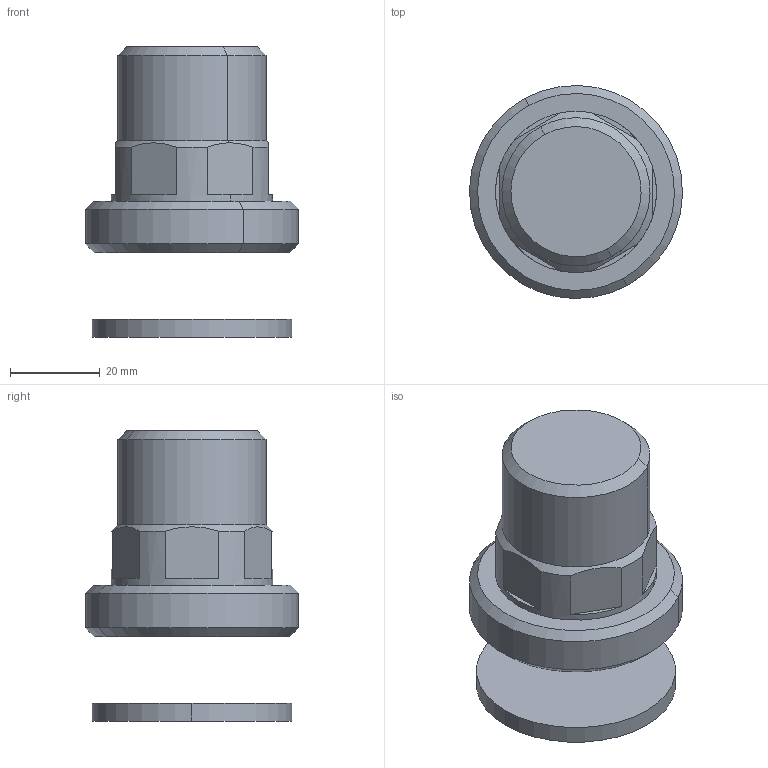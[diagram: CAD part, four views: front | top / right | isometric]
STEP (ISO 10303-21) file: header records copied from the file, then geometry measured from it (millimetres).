
FILE_DESCRIPTION(('CATIA V5 STEP Exchange','CAx-IF Rec.Pracs.--- Model Styling and Organization---1.4--- 2014-01-23','CAx-IF Rec.Pracs.---3D Tessellated Data Validation Properties---0.5---2014-09-14'),'2;1');
FILE_NAME('STEP_559002_-_TST.stp','2022-01-25T12:45:11+00:00',('none'),('none'),'CATIA Version 5-6 Release 2019 SP3','CATIA V5 STEP AP242 v1','none');
FILE_SCHEMA(('AP242_MANAGED_MODEL_BASED_3D_ENGINEERING_MIM_LF {1 0 10303 442 1 1 4}'));
Length unit declared in the file: millimetre
Products named in the file (1): 559002
Bounding box: 47.59 x 47.59 x 64.91 mm (x, y, z)
Volume: 57134 mm3; surface area: 12104.1 mm2
Topology: 2 solids, 2 shells, 33 faces, 76 edges, 48 vertices
Faces by surface type: plane 17, cylinder 8, cone 8
Entity records: 922 total; most frequent: CARTESIAN_POINT 177, ORIENTED_EDGE 152, DIRECTION 108, EDGE_CURVE 76, AXIS2_PLACEMENT_3D 55, VERTEX_POINT 48, VECTOR 34, LINE 34
